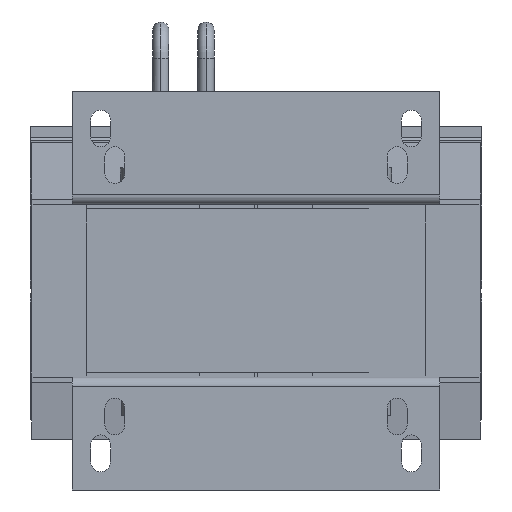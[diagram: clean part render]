
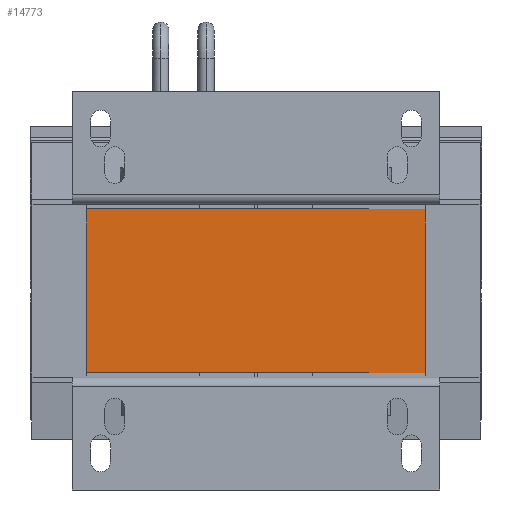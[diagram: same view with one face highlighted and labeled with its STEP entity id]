
A CAD part, front view. The second image highlights one B-rep face of the part: STEP entity #14773.
In plain terms, the highlighted planar face has unit normal (0, -1, 0).
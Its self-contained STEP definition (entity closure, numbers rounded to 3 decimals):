
#65 = VERTEX_POINT ( 'NONE', #22494 ) ;
#524 = DIRECTION ( 'NONE',  ( 1., 0., 0. ) ) ;
#1236 = ORIENTED_EDGE ( 'NONE', *, *, #9185, .T. ) ;
#1488 = CARTESIAN_POINT ( 'NONE',  ( 60., -100., -29. ) ) ;
#1635 = VECTOR ( 'NONE', #4609, 1000. ) ;
#1782 = CARTESIAN_POINT ( 'NONE',  ( 40.001, -100., -29. ) ) ;
#1920 = DIRECTION ( 'NONE',  ( 1., 0., 0. ) ) ;
#2096 = CARTESIAN_POINT ( 'NONE',  ( 60., -100., 29. ) ) ;
#2224 = VERTEX_POINT ( 'NONE', #7856 ) ;
#2262 = DIRECTION ( 'NONE',  ( 1., 0., 0. ) ) ;
#3419 = DIRECTION ( 'NONE',  ( 1., 0., 0. ) ) ;
#4280 = EDGE_LOOP ( 'NONE', ( #13923, #7939, #7644, #17734, #20673, #14070, #10754, #10757, #23412, #1236 ) ) ;
#4609 = DIRECTION ( 'NONE',  ( 1., 0., 0. ) ) ;
#4981 = CARTESIAN_POINT ( 'NONE',  ( 40., -100., -29. ) ) ;
#5747 = VERTEX_POINT ( 'NONE', #1488 ) ;
#5821 = LINE ( 'NONE', #6931, #19223 ) ;
#6403 = EDGE_CURVE ( 'NONE', #6760, #2224, #15430, .T. ) ;
#6701 = DIRECTION ( 'NONE',  ( 1., 0., 0. ) ) ;
#6760 = VERTEX_POINT ( 'NONE', #15576 ) ;
#6931 = CARTESIAN_POINT ( 'NONE',  ( 60., -100., -29. ) ) ;
#6972 = FACE_OUTER_BOUND ( 'NONE', #4280, .T. ) ;
#7363 = EDGE_CURVE ( 'NONE', #2224, #10267, #14501, .T. ) ;
#7644 = ORIENTED_EDGE ( 'NONE', *, *, #10357, .T. ) ;
#7856 = CARTESIAN_POINT ( 'NONE',  ( 60., -100., 29. ) ) ;
#7939 = ORIENTED_EDGE ( 'NONE', *, *, #23850, .T. ) ;
#8456 = EDGE_CURVE ( 'NONE', #10267, #5747, #23194, .T. ) ;
#8534 = EDGE_CURVE ( 'NONE', #65, #15497, #14452, .T. ) ;
#8568 = VECTOR ( 'NONE', #524, 1000. ) ;
#8599 = DIRECTION ( 'NONE',  ( 0., 1., 0. ) ) ;
#8982 = CARTESIAN_POINT ( 'NONE',  ( 60., -100., 29. ) ) ;
#9185 = EDGE_CURVE ( 'NONE', #9825, #65, #17907, .T. ) ;
#9346 = CARTESIAN_POINT ( 'NONE',  ( -60., -100., 29. ) ) ;
#9451 = CARTESIAN_POINT ( 'NONE',  ( 60., -100., -29. ) ) ;
#9567 = VERTEX_POINT ( 'NONE', #14446 ) ;
#9580 = DIRECTION ( 'NONE',  ( 0., 0., -1. ) ) ;
#9797 = CARTESIAN_POINT ( 'NONE',  ( 60., -100., 29. ) ) ;
#9825 = VERTEX_POINT ( 'NONE', #14774 ) ;
#9902 = CARTESIAN_POINT ( 'NONE',  ( 60., -100., 29. ) ) ;
#10236 = LINE ( 'NONE', #9797, #19569 ) ;
#10267 = VERTEX_POINT ( 'NONE', #2096 ) ;
#10321 = LINE ( 'NONE', #17283, #8568 ) ;
#10357 = EDGE_CURVE ( 'NONE', #18007, #19054, #22259, .T. ) ;
#10754 = ORIENTED_EDGE ( 'NONE', *, *, #6403, .F. ) ;
#10757 = ORIENTED_EDGE ( 'NONE', *, *, #13647, .F. ) ;
#12326 = VECTOR ( 'NONE', #22510, 1000. ) ;
#12347 = VECTOR ( 'NONE', #9580, 1000. ) ;
#12657 = CARTESIAN_POINT ( 'NONE',  ( 60., -100., 29. ) ) ;
#13647 = EDGE_CURVE ( 'NONE', #9567, #6760, #10236, .T. ) ;
#13923 = ORIENTED_EDGE ( 'NONE', *, *, #8534, .T. ) ;
#14070 = ORIENTED_EDGE ( 'NONE', *, *, #7363, .F. ) ;
#14446 = CARTESIAN_POINT ( 'NONE',  ( 40., -100., 29. ) ) ;
#14452 = LINE ( 'NONE', #9451, #21469 ) ;
#14501 = LINE ( 'NONE', #15205, #21819 ) ;
#14773 = ADVANCED_FACE ( 'NONE', ( #6972 ), #19609, .F. ) ;
#14774 = CARTESIAN_POINT ( 'NONE',  ( -60., -100., 29. ) ) ;
#14861 = CARTESIAN_POINT ( 'NONE',  ( 60., -100., -29. ) ) ;
#15205 = CARTESIAN_POINT ( 'NONE',  ( 60., -100., 29. ) ) ;
#15430 = LINE ( 'NONE', #12657, #23593 ) ;
#15451 = EDGE_CURVE ( 'NONE', #19054, #5747, #5821, .T. ) ;
#15497 = VERTEX_POINT ( 'NONE', #4981 ) ;
#15576 = CARTESIAN_POINT ( 'NONE',  ( 40.001, -100., 29. ) ) ;
#16097 = CARTESIAN_POINT ( 'NONE',  ( 60., -100., 29. ) ) ;
#16422 = CARTESIAN_POINT ( 'NONE',  ( 60., -100., -29. ) ) ;
#17283 = CARTESIAN_POINT ( 'NONE',  ( 60., -100., -29. ) ) ;
#17353 = LINE ( 'NONE', #9902, #1635 ) ;
#17734 = ORIENTED_EDGE ( 'NONE', *, *, #15451, .T. ) ;
#17907 = LINE ( 'NONE', #9346, #12347 ) ;
#18007 = VERTEX_POINT ( 'NONE', #1782 ) ;
#18058 = DIRECTION ( 'NONE',  ( 1., 0., 0. ) ) ;
#18538 = VECTOR ( 'NONE', #23965, 1000. ) ;
#19054 = VERTEX_POINT ( 'NONE', #16422 ) ;
#19223 = VECTOR ( 'NONE', #6701, 1000. ) ;
#19569 = VECTOR ( 'NONE', #2262, 1000. ) ;
#19609 = PLANE ( 'NONE',  #23741 ) ;
#20673 = ORIENTED_EDGE ( 'NONE', *, *, #8456, .F. ) ;
#21469 = VECTOR ( 'NONE', #1920, 1000. ) ;
#21819 = VECTOR ( 'NONE', #3419, 1000. ) ;
#22259 = LINE ( 'NONE', #14861, #12326 ) ;
#22494 = CARTESIAN_POINT ( 'NONE',  ( -60., -100., -29. ) ) ;
#22510 = DIRECTION ( 'NONE',  ( 1., 0., 0. ) ) ;
#22628 = EDGE_CURVE ( 'NONE', #9825, #9567, #17353, .T. ) ;
#23194 = LINE ( 'NONE', #8982, #18538 ) ;
#23412 = ORIENTED_EDGE ( 'NONE', *, *, #22628, .F. ) ;
#23425 = DIRECTION ( 'NONE',  ( 0., 0., 1. ) ) ;
#23593 = VECTOR ( 'NONE', #18058, 1000. ) ;
#23741 = AXIS2_PLACEMENT_3D ( 'NONE', #16097, #8599, #23425 ) ;
#23850 = EDGE_CURVE ( 'NONE', #15497, #18007, #10321, .T. ) ;
#23965 = DIRECTION ( 'NONE',  ( 0., 0., -1. ) ) ;
